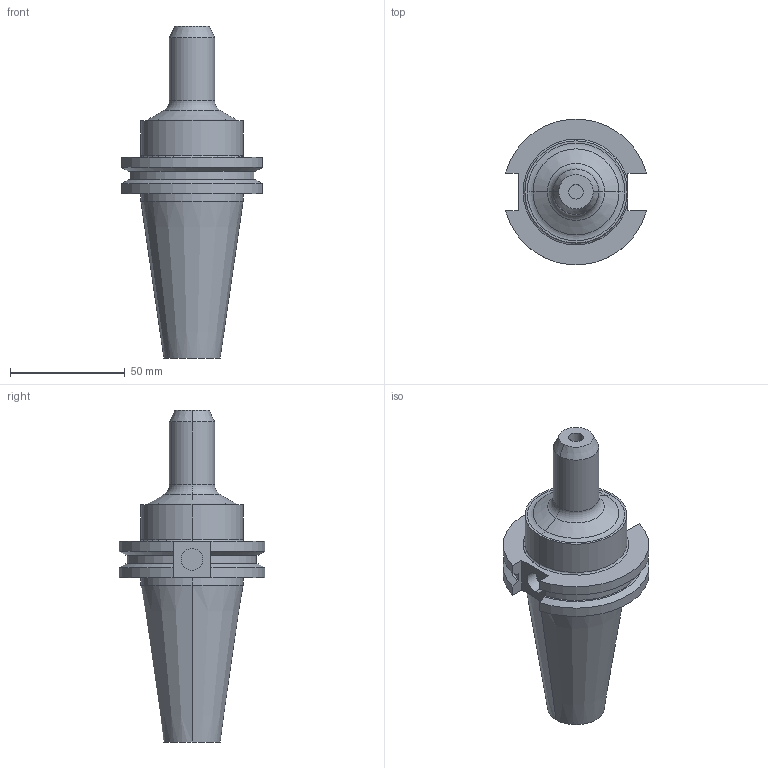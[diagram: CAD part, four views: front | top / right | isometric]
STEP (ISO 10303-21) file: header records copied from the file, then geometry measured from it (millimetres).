
FILE_DESCRIPTION (( 'STEP AP203' ), '1' );
FILE_NAME ('STP-5031-653-A16-300-2(S2-22911).STEP', '2021-06-23T06:05:39', ( '' ), ( '' ), 'SwSTEP 2.0', 'SolidWorks 2017', '' );
FILE_SCHEMA (( 'CONFIG_CONTROL_DESIGN' ));
Length unit declared in the file: millimetre
Products named in the file (1): STP-5031-653-A16-300-2(S2-22911)
Bounding box: 61.35 x 63.26 x 144.45 mm (x, y, z)
Volume: 144507.4 mm3; surface area: 23935.5 mm2
Topology: 1 solids, 1 shells, 59 faces, 139 edges, 87 vertices
Faces by surface type: cylinder 22, plane 19, cone 12, torus 6
Entity records: 1786 total; most frequent: CARTESIAN_POINT 320, DIRECTION 313, ORIENTED_EDGE 274, EDGE_CURVE 137, AXIS2_PLACEMENT_3D 126, VERTEX_POINT 87, EDGE_LOOP 66, CIRCLE 66
